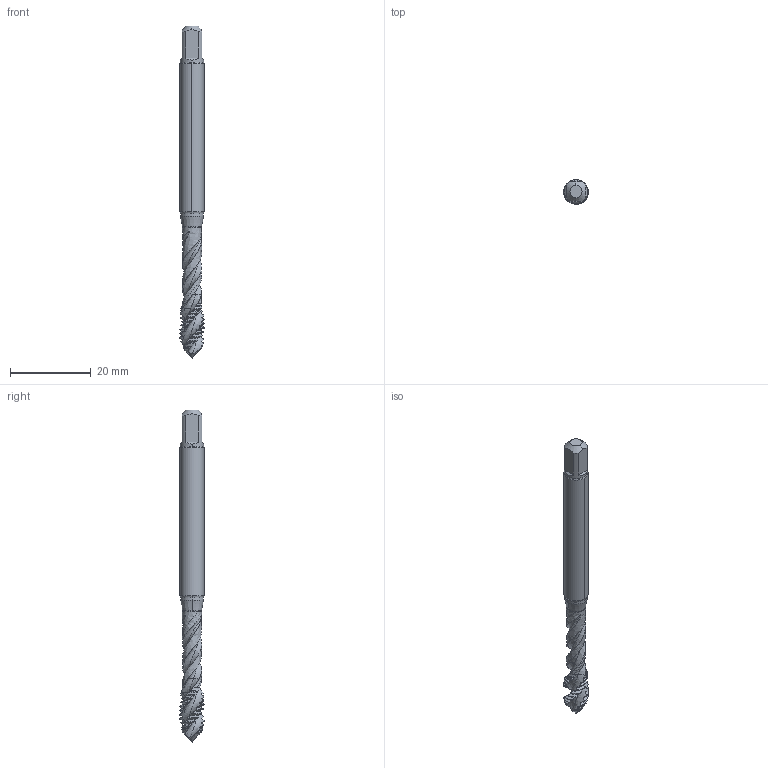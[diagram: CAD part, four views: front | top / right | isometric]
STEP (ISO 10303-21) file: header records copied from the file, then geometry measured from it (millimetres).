
FILE_DESCRIPTION(/* description */ (''),/* implementation_level */ '2;1');
FILE_NAME(/* name */ 'T32-R40H01C03-6X1-63R_Detailed.stp',/* time_stamp */ '2024-09-10T13:07:18+02:00',/* author */ (''),/* organization */ (''),/* preprocessor_version */ 'ST-DEVELOPER v18.102',/* originating_system */ 'SIEMENS PLM Software NX2206.8101',/* authorisation */ '');
FILE_SCHEMA (('AUTOMOTIVE_DESIGN { 1 0 10303 214 3 1 1 1 }'));
Length unit declared in the file: millimetre
Products named in the file (1): T32-R40H01C03-6X1-63R_Detailed_objects
Bounding box: 6.11 x 6.1 x 82.4 mm (x, y, z)
Volume: 1705.9 mm3; surface area: 1557.5 mm2
Topology: 2 solids, 2 shells, 188 faces, 553 edges, 371 vertices
Faces by surface type: bspline 126, cone 25, cylinder 20, plane 11, torus 6
Entity records: 13453 total; most frequent: CARTESIAN_POINT 10044, ORIENTED_EDGE 1100, EDGE_CURVE 550, VERTEX_POINT 366, B_SPLINE_CURVE_WITH_KNOTS 296, DIRECTION 213, ADVANCED_FACE 188, FACE_OUTER_BOUND 188
